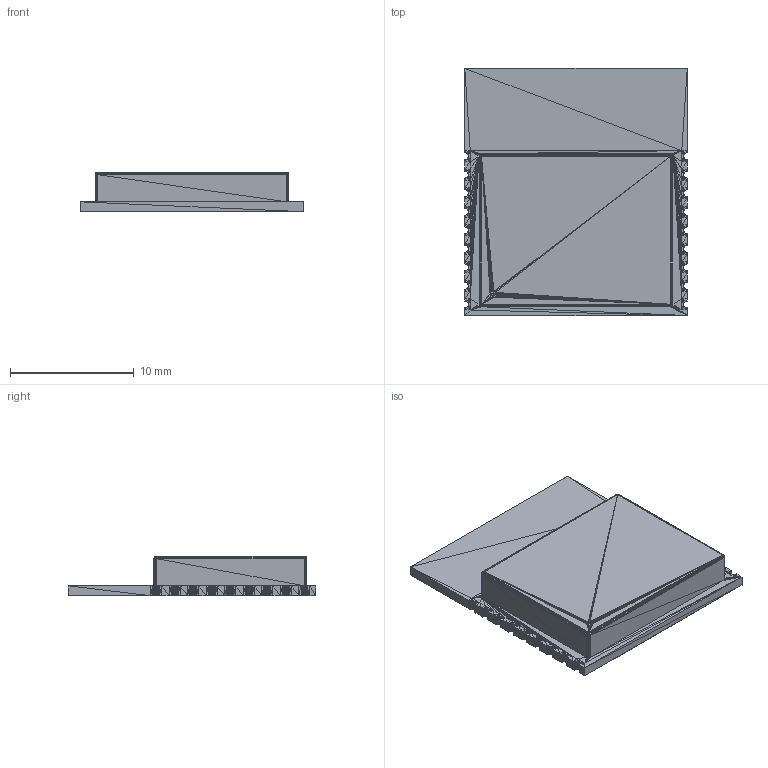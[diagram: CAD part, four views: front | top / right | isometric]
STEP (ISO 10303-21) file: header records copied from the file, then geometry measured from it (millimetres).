
FILE_DESCRIPTION(('auto-generated'),'2;1');
FILE_SCHEMA(('CONFIG_CONTROL_DESIGN'));
Bounding box: 18.02 x 20 x 3.21 mm (x, y, z)
Surface area: 912.8 mm2 (no closed solid volume)
Topology: 0 solids, 37 shells, 2858 faces, 4666 edges, 1804 vertices
Faces by surface type: plane 2858
Entity records: 42783 total; most frequent: ORIENTED_EDGE 8574, DIRECTION 4719, LINE 4666, EDGE_CURVE 4666, AXIS2_PLACEMENT_3D 2859, PLANE 2858, EDGE_LOOP 2858, FACE_BOUND 2858
